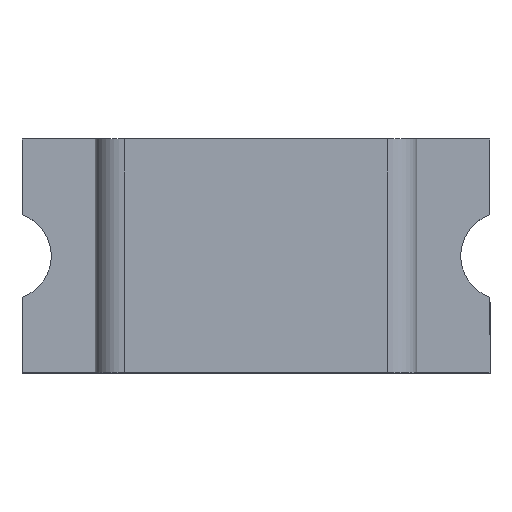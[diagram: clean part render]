
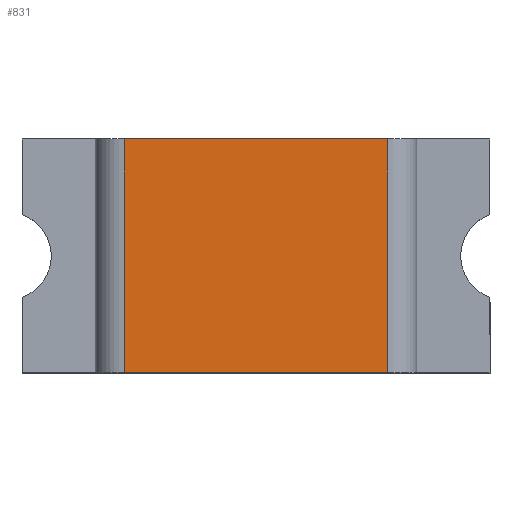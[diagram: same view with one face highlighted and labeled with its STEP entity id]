
A CAD part, top view. The second image highlights one B-rep face of the part: STEP entity #831.
In plain terms, the highlighted planar face has unit normal (0, 0, 1).
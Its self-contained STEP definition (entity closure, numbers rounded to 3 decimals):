
#77=FACE_OUTER_BOUND('',#123,.T.);
#123=EDGE_LOOP('',(#593,#594,#595,#596));
#175=LINE('',#1219,#277);
#183=LINE('',#1238,#285);
#184=LINE('',#1241,#286);
#185=LINE('',#1242,#287);
#277=VECTOR('',#969,0.9);
#285=VECTOR('',#989,0.8);
#286=VECTOR('',#992,0.9);
#287=VECTOR('',#993,0.8);
#377=VERTEX_POINT('',#1216);
#378=VERTEX_POINT('',#1218);
#383=VERTEX_POINT('',#1236);
#384=VERTEX_POINT('',#1240);
#456=EDGE_CURVE('',#377,#378,#175,.T.);
#466=EDGE_CURVE('',#383,#377,#183,.T.);
#467=EDGE_CURVE('',#384,#383,#184,.T.);
#468=EDGE_CURVE('',#378,#384,#185,.T.);
#593=ORIENTED_EDGE('',*,*,#466,.F.);
#594=ORIENTED_EDGE('',*,*,#467,.F.);
#595=ORIENTED_EDGE('',*,*,#468,.F.);
#596=ORIENTED_EDGE('',*,*,#456,.F.);
#790=PLANE('',#885);
#831=ADVANCED_FACE('',(#77),#790,.T.);
#885=AXIS2_PLACEMENT_3D('',#1239,#990,#991);
#969=DIRECTION('',(-1.,0.,0.));
#989=DIRECTION('',(0.,-1.,0.));
#990=DIRECTION('center_axis',(0.,0.,1.));
#991=DIRECTION('ref_axis',(1.,0.,0.));
#992=DIRECTION('',(1.,0.,0.));
#993=DIRECTION('',(0.,1.,0.));
#1216=CARTESIAN_POINT('',(0.45,-0.4,0.3));
#1218=CARTESIAN_POINT('',(-0.45,-0.4,0.3));
#1219=CARTESIAN_POINT('',(0.55,-0.4,0.3));
#1236=CARTESIAN_POINT('',(0.45,0.4,0.3));
#1238=CARTESIAN_POINT('',(0.45,0.2,0.3));
#1239=CARTESIAN_POINT('Origin',(0.,0.,
0.3));
#1240=CARTESIAN_POINT('',(-0.45,0.4,0.3));
#1241=CARTESIAN_POINT('',(-0.55,0.4,0.3));
#1242=CARTESIAN_POINT('',(-0.45,-0.2,0.3));
